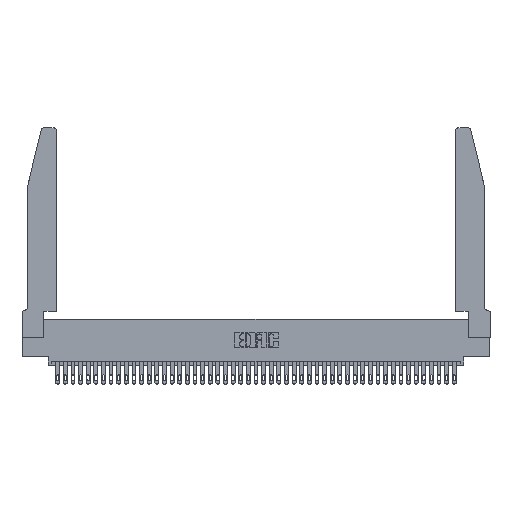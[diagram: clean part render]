
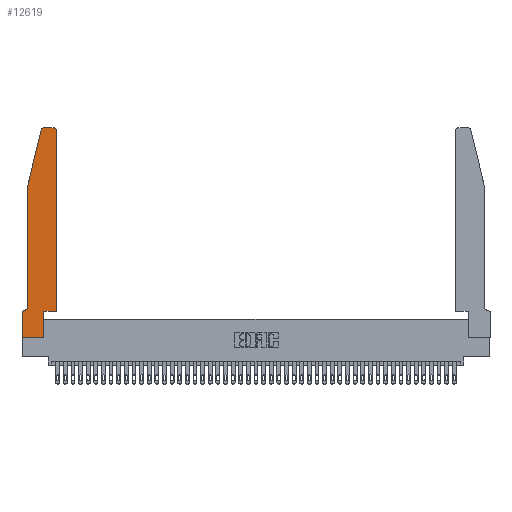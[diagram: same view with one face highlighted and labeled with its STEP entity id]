
A CAD part, top view. The second image highlights one B-rep face of the part: STEP entity #12619.
In plain terms, the highlighted planar face has unit normal (0, 0, 1).
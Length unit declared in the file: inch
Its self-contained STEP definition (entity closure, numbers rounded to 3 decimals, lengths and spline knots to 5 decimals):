
#134 = FACE_OUTER_BOUND ( 'NONE', #14888, .T. ) ;
#165 = VERTEX_POINT ( 'NONE', #5177 ) ;
#354 = CARTESIAN_POINT ( 'NONE',  ( 0.4505, 2.72, 0.37 ) ) ;
#1287 = DIRECTION ( 'NONE',  ( 1., 0., 0. ) ) ;
#1615 = VERTEX_POINT ( 'NONE', #354 ) ;
#1785 = DIRECTION ( 'NONE',  ( -1., 0., 0. ) ) ;
#2740 = EDGE_CURVE ( 'NONE', #19653, #35071, #25167, .T. ) ;
#3063 = CARTESIAN_POINT ( 'NONE',  ( 0., 0., 0.37 ) ) ;
#3716 = CARTESIAN_POINT ( 'NONE',  ( 0.2865, 0.35, 0.37 ) ) ;
#4040 = EDGE_CURVE ( 'NONE', #35071, #165, #28842, .T. ) ;
#4156 = CARTESIAN_POINT ( 'NONE',  ( 0.0055, 0.35, 0.37 ) ) ;
#4193 = CARTESIAN_POINT ( 'NONE',  ( 0.4205, 2.72, 0.37 ) ) ;
#4305 = LINE ( 'NONE', #3063, #30365 ) ;
#5048 = CARTESIAN_POINT ( 'NONE',  ( 0.284, 2.75, 0.37 ) ) ;
#5087 = CARTESIAN_POINT ( 'NONE',  ( 0.4505, 0.35, 0.37 ) ) ;
#5177 = CARTESIAN_POINT ( 'NONE',  ( 0.0755, 2., 0.37 ) ) ;
#5589 = LINE ( 'NONE', #15325, #24579 ) ;
#5783 = ORIENTED_EDGE ( 'NONE', *, *, #16937, .T. ) ;
#5988 = EDGE_CURVE ( 'NONE', #18381, #19653, #23264, .T. ) ;
#6756 = CARTESIAN_POINT ( 'NONE',  ( 0., 0.35, 0.37 ) ) ;
#7177 = VERTEX_POINT ( 'NONE', #26730 ) ;
#7909 = EDGE_CURVE ( 'NONE', #31215, #13183, #4305, .T. ) ;
#8238 = VERTEX_POINT ( 'NONE', #4156 ) ;
#8883 = DIRECTION ( 'NONE',  ( 0., 0., -1. ) ) ;
#9691 = EDGE_CURVE ( 'NONE', #13183, #25412, #35622, .T. ) ;
#10149 = DIRECTION ( 'NONE',  ( -0.239, -0.971, 0. ) ) ;
#10336 = AXIS2_PLACEMENT_3D ( 'NONE', #22851, #8883, #1785 ) ;
#11152 = VERTEX_POINT ( 'NONE', #37231 ) ;
#11736 = AXIS2_PLACEMENT_3D ( 'NONE', #4193, #39606, #22246 ) ;
#11819 = ORIENTED_EDGE ( 'NONE', *, *, #29351, .T. ) ;
#12126 = ORIENTED_EDGE ( 'NONE', *, *, #7909, .T. ) ;
#12580 = VERTEX_POINT ( 'NONE', #29371 ) ;
#12619 = ADVANCED_FACE ( 'NONE', ( #134 ), #35736, .T. ) ;
#13183 = VERTEX_POINT ( 'NONE', #35849 ) ;
#13186 = CARTESIAN_POINT ( 'NONE',  ( 0.4205, 2.75, 0.37 ) ) ;
#13316 = EDGE_CURVE ( 'NONE', #8238, #31215, #23928, .T. ) ;
#13934 = AXIS2_PLACEMENT_3D ( 'NONE', #39261, #18532, #21894 ) ;
#14614 = CARTESIAN_POINT ( 'NONE',  ( 0.4505, 0.35, 0.37 ) ) ;
#14888 = EDGE_LOOP ( 'NONE', ( #28068, #24002, #20086, #5783, #39552, #25622, #12126, #18500, #11819, #34330, #18010, #25577 ) ) ;
#14900 = DIRECTION ( 'NONE',  ( -1., 0., 0. ) ) ;
#15325 = CARTESIAN_POINT ( 'NONE',  ( 0.0755, 2., 0.37 ) ) ;
#16937 = EDGE_CURVE ( 'NONE', #165, #7177, #5589, .T. ) ;
#17554 = DIRECTION ( 'NONE',  ( -1., 0., 0. ) ) ;
#17891 = DIRECTION ( 'NONE',  ( 0., 1., 0. ) ) ;
#18010 = ORIENTED_EDGE ( 'NONE', *, *, #19806, .T. ) ;
#18232 = DIRECTION ( 'NONE',  ( 0., 0., 1. ) ) ;
#18381 = VERTEX_POINT ( 'NONE', #13186 ) ;
#18484 = EDGE_CURVE ( 'NONE', #12580, #11152, #44575, .T. ) ;
#18500 = ORIENTED_EDGE ( 'NONE', *, *, #9691, .T. ) ;
#18532 = DIRECTION ( 'NONE',  ( 0., 0., 1. ) ) ;
#18608 = CARTESIAN_POINT ( 'NONE',  ( 0.2605, 2.75, 0.37 ) ) ;
#18846 = VECTOR ( 'NONE', #14900, 39.37008 ) ;
#19008 = VECTOR ( 'NONE', #17554, 39.37008 ) ;
#19653 = VERTEX_POINT ( 'NONE', #5048 ) ;
#19806 = EDGE_CURVE ( 'NONE', #11152, #1615, #25947, .T. ) ;
#20086 = ORIENTED_EDGE ( 'NONE', *, *, #4040, .T. ) ;
#21894 = DIRECTION ( 'NONE',  ( 1., 0., 0. ) ) ;
#22072 = CARTESIAN_POINT ( 'NONE',  ( 0., 0., 0.37 ) ) ;
#22246 = DIRECTION ( 'NONE',  ( 1., 0., 0. ) ) ;
#22851 = CARTESIAN_POINT ( 'NONE',  ( 0.0055, 0.42, 0.37 ) ) ;
#23264 = LINE ( 'NONE', #18608, #18846 ) ;
#23928 = LINE ( 'NONE', #34770, #19008 ) ;
#24002 = ORIENTED_EDGE ( 'NONE', *, *, #2740, .T. ) ;
#24579 = VECTOR ( 'NONE', #39660, 39.37008 ) ;
#24956 = EDGE_CURVE ( 'NONE', #1615, #18381, #32816, .T. ) ;
#25167 = CIRCLE ( 'NONE', #39928, 0.03 ) ;
#25412 = VERTEX_POINT ( 'NONE', #32376 ) ;
#25482 = VECTOR ( 'NONE', #35718, 39.37008 ) ;
#25577 = ORIENTED_EDGE ( 'NONE', *, *, #24956, .T. ) ;
#25582 = VECTOR ( 'NONE', #10149, 39.37008 ) ;
#25622 = ORIENTED_EDGE ( 'NONE', *, *, #13316, .T. ) ;
#25947 = LINE ( 'NONE', #14614, #38480 ) ;
#26730 = CARTESIAN_POINT ( 'NONE',  ( 0.0755, 0.42, 0.37 ) ) ;
#28068 = ORIENTED_EDGE ( 'NONE', *, *, #5988, .T. ) ;
#28842 = LINE ( 'NONE', #37693, #25582 ) ;
#29351 = EDGE_CURVE ( 'NONE', #25412, #12580, #41230, .T. ) ;
#29371 = CARTESIAN_POINT ( 'NONE',  ( 0.2865, 0.35, 0.37 ) ) ;
#30365 = VECTOR ( 'NONE', #30938, 39.37008 ) ;
#30938 = DIRECTION ( 'NONE',  ( 0., -1., 0. ) ) ;
#31215 = VERTEX_POINT ( 'NONE', #6756 ) ;
#31939 = DIRECTION ( 'NONE',  ( 1., 0., 0. ) ) ;
#32216 = DIRECTION ( 'NONE',  ( 0., 1., 0. ) ) ;
#32376 = CARTESIAN_POINT ( 'NONE',  ( 0.2865, 0., 0.37 ) ) ;
#32726 = EDGE_CURVE ( 'NONE', #7177, #8238, #33363, .T. ) ;
#32816 = CIRCLE ( 'NONE', #11736, 0.03 ) ;
#33363 = CIRCLE ( 'NONE', #10336, 0.07 ) ;
#33614 = VECTOR ( 'NONE', #17891, 39.37008 ) ;
#34330 = ORIENTED_EDGE ( 'NONE', *, *, #18484, .T. ) ;
#34770 = CARTESIAN_POINT ( 'NONE',  ( 0.0755, 0.35, 0.37 ) ) ;
#35071 = VERTEX_POINT ( 'NONE', #42106 ) ;
#35167 = CARTESIAN_POINT ( 'NONE',  ( 0.284, 2.72, 0.37 ) ) ;
#35622 = LINE ( 'NONE', #22072, #40061 ) ;
#35718 = DIRECTION ( 'NONE',  ( 1., 0., 0. ) ) ;
#35736 = PLANE ( 'NONE',  #13934 ) ;
#35849 = CARTESIAN_POINT ( 'NONE',  ( 0., 0., 0.37 ) ) ;
#37231 = CARTESIAN_POINT ( 'NONE',  ( 0.4505, 0.35, 0.37 ) ) ;
#37693 = CARTESIAN_POINT ( 'NONE',  ( 0.0755, 2., 0.37 ) ) ;
#38480 = VECTOR ( 'NONE', #32216, 39.37008 ) ;
#39261 = CARTESIAN_POINT ( 'NONE',  ( 0., 0.35, 0.37 ) ) ;
#39552 = ORIENTED_EDGE ( 'NONE', *, *, #32726, .T. ) ;
#39606 = DIRECTION ( 'NONE',  ( 0., 0., 1. ) ) ;
#39660 = DIRECTION ( 'NONE',  ( 0., -1., 0. ) ) ;
#39928 = AXIS2_PLACEMENT_3D ( 'NONE', #35167, #18232, #31939 ) ;
#40061 = VECTOR ( 'NONE', #1287, 39.37008 ) ;
#41230 = LINE ( 'NONE', #3716, #33614 ) ;
#42106 = CARTESIAN_POINT ( 'NONE',  ( 0.25487, 2.72718, 0.37 ) ) ;
#44575 = LINE ( 'NONE', #5087, #25482 ) ;
